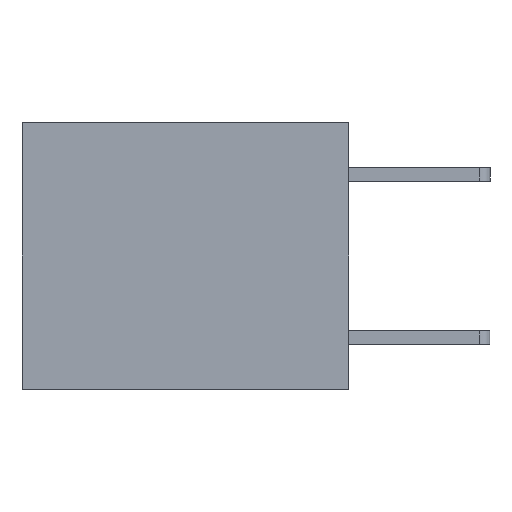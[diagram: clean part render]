
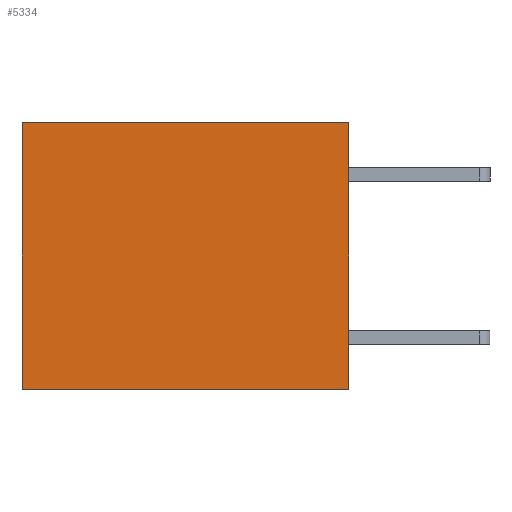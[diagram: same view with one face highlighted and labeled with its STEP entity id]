
A CAD part, left-side view. The second image highlights one B-rep face of the part: STEP entity #5334.
In plain terms, the highlighted planar face has unit normal (-1, 0, 0).
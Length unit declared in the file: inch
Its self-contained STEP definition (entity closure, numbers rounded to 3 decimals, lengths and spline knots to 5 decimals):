
#256 = ORIENTED_EDGE ( 'NONE', *, *, #976, .T. ) ;
#379 = CARTESIAN_POINT ( 'NONE',  ( 0.3165, 0., -0.49 ) ) ;
#452 = DIRECTION ( 'NONE',  ( 0., 0., -1. ) ) ;
#754 = CARTESIAN_POINT ( 'NONE',  ( 0.3165, 0., -0.49 ) ) ;
#775 = CARTESIAN_POINT ( 'NONE',  ( 0.3165, 0., -0.49 ) ) ;
#861 = CARTESIAN_POINT ( 'NONE',  ( 0.3165, 0., 0. ) ) ;
#976 = EDGE_CURVE ( 'NONE', #8616, #7878, #4393, .T. ) ;
#1679 = ORIENTED_EDGE ( 'NONE', *, *, #7894, .F. ) ;
#1825 = DIRECTION ( 'NONE',  ( 0., 1., 0. ) ) ;
#2715 = VECTOR ( 'NONE', #7523, 39.37008 ) ;
#2721 = CARTESIAN_POINT ( 'NONE',  ( 0.3165, 0.6, -0.49 ) ) ;
#2748 = AXIS2_PLACEMENT_3D ( 'NONE', #379, #6340, #452 ) ;
#2927 = LINE ( 'NONE', #775, #2715 ) ;
#3119 = EDGE_LOOP ( 'NONE', ( #6981, #1679, #4029, #256 ) ) ;
#3432 = VERTEX_POINT ( 'NONE', #5787 ) ;
#3449 = CARTESIAN_POINT ( 'NONE',  ( 0.3165, 0.6, -0.49 ) ) ;
#3513 = FACE_OUTER_BOUND ( 'NONE', #3119, .T. ) ;
#4029 = ORIENTED_EDGE ( 'NONE', *, *, #7493, .F. ) ;
#4228 = DIRECTION ( 'NONE',  ( 0., 0., -1. ) ) ;
#4393 = LINE ( 'NONE', #5791, #6711 ) ;
#4539 = LINE ( 'NONE', #3449, #6331 ) ;
#5334 = ADVANCED_FACE ( 'NONE', ( #3513 ), #8467, .F. ) ;
#5787 = CARTESIAN_POINT ( 'NONE',  ( 0.3165, 0., -0.49 ) ) ;
#5791 = CARTESIAN_POINT ( 'NONE',  ( 0.3165, 0., 0. ) ) ;
#6065 = VERTEX_POINT ( 'NONE', #2721 ) ;
#6196 = DIRECTION ( 'NONE',  ( 0., 0., -1. ) ) ;
#6331 = VECTOR ( 'NONE', #4228, 39.37008 ) ;
#6340 = DIRECTION ( 'NONE',  ( 1., 0., 0. ) ) ;
#6711 = VECTOR ( 'NONE', #1825, 39.37008 ) ;
#6981 = ORIENTED_EDGE ( 'NONE', *, *, #7082, .T. ) ;
#7001 = CARTESIAN_POINT ( 'NONE',  ( 0.3165, 0.6, 0. ) ) ;
#7082 = EDGE_CURVE ( 'NONE', #7878, #6065, #4539, .T. ) ;
#7363 = VECTOR ( 'NONE', #6196, 39.37008 ) ;
#7493 = EDGE_CURVE ( 'NONE', #8616, #3432, #7884, .T. ) ;
#7523 = DIRECTION ( 'NONE',  ( 0., 1., 0. ) ) ;
#7878 = VERTEX_POINT ( 'NONE', #7001 ) ;
#7884 = LINE ( 'NONE', #754, #7363 ) ;
#7894 = EDGE_CURVE ( 'NONE', #3432, #6065, #2927, .T. ) ;
#8467 = PLANE ( 'NONE',  #2748 ) ;
#8616 = VERTEX_POINT ( 'NONE', #861 ) ;
